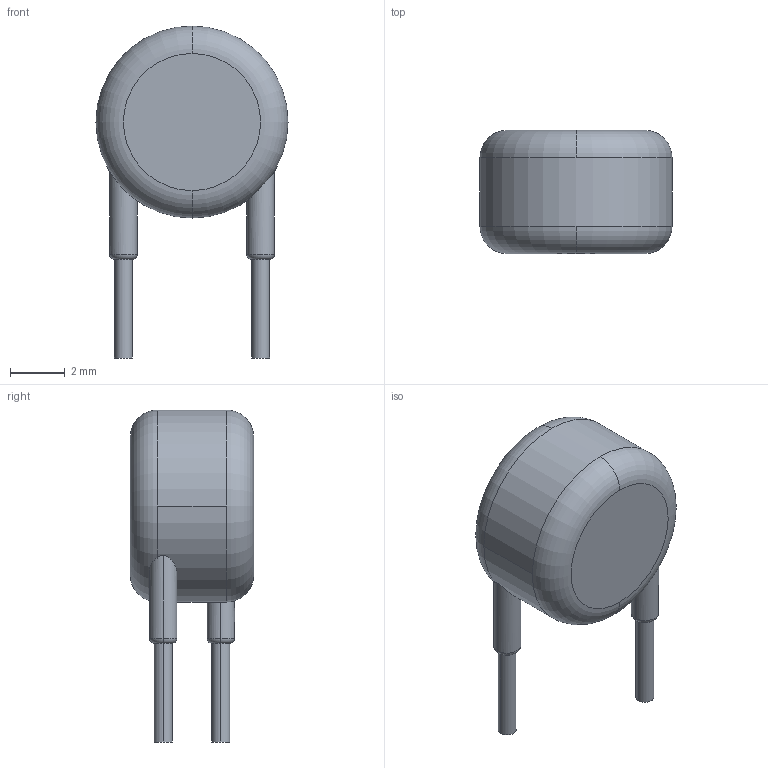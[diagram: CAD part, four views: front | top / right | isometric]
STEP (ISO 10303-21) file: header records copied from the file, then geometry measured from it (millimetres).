
FILE_DESCRIPTION((''),'2;1');
FILE_NAME('VAR_EPCOS_B72205S0301K101.stp','2014-07-31T14:04:24',(''),(''),'Mechanical Desktop 2011','Mechanical Desktop 2011',', , ');
FILE_SCHEMA(('AUTOMOTIVE_DESIGN { 1 2 10303 214 1 1 1 1 }'));
Length unit declared in the file: millimetre
Products named in the file (1): Product
Bounding box: 7 x 4.5 x 12.1 mm (x, y, z)
Volume: 170.7 mm3; surface area: 192 mm2
Topology: 5 solids, 5 shells, 30 faces, 58 edges, 38 vertices
Faces by surface type: cylinder 12, torus 10, plane 8
Entity records: 906 total; most frequent: CARTESIAN_POINT 215, DIRECTION 152, ORIENTED_EDGE 116, AXIS2_PLACEMENT_3D 71, EDGE_CURVE 58, CIRCLE 40, VERTEX_POINT 38, EDGE_LOOP 30
